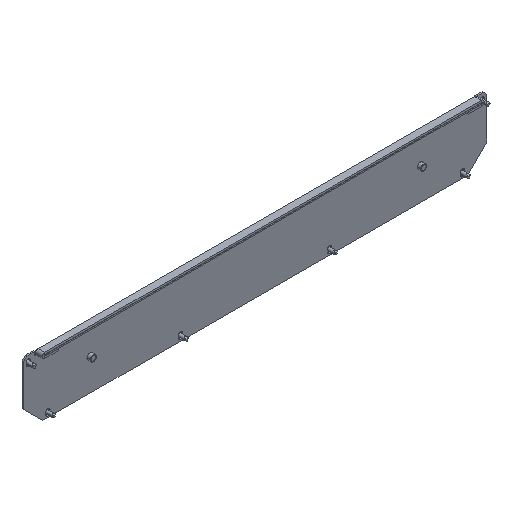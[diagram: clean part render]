
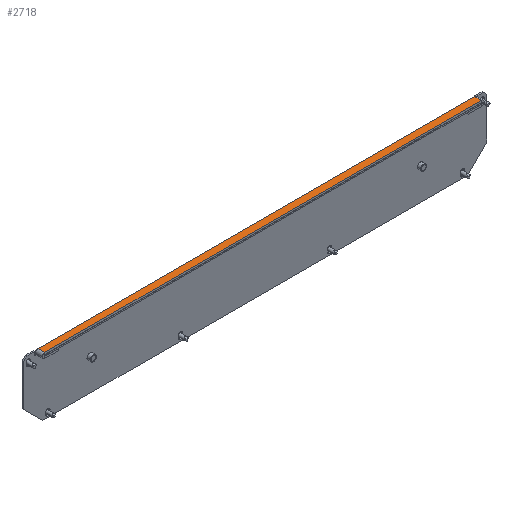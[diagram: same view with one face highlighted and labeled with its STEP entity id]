
A CAD part, isometric view. The second image highlights one B-rep face of the part: STEP entity #2718.
In plain terms, the highlighted face is planar.
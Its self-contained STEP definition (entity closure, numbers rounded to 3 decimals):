
#10 = ORIENTED_EDGE ( 'NONE', *, *, #397, .T. ) ;
#287 = CARTESIAN_POINT ( 'NONE',  ( -5., -3., 329. ) ) ;
#324 = EDGE_CURVE ( 'NONE', #1187, #4621, #2879, .T. ) ;
#372 = CARTESIAN_POINT ( 'NONE',  ( -5., -3., -329. ) ) ;
#397 = EDGE_CURVE ( 'NONE', #3248, #4621, #4339, .T. ) ;
#555 = FACE_OUTER_BOUND ( 'NONE', #2103, .T. ) ;
#623 = CARTESIAN_POINT ( 'NONE',  ( -5., -3., -329. ) ) ;
#799 = CARTESIAN_POINT ( 'NONE',  ( 5., -3., 329. ) ) ;
#841 = EDGE_CURVE ( 'NONE', #3323, #3248, #935, .T. ) ;
#935 = LINE ( 'NONE', #4893, #5208 ) ;
#1063 = AXIS2_PLACEMENT_3D ( 'NONE', #623, #2314, #5154 ) ;
#1137 = LINE ( 'NONE', #3251, #2907 ) ;
#1187 = VERTEX_POINT ( 'NONE', #287 ) ;
#2072 = VECTOR ( 'NONE', #4226, 1000. ) ;
#2103 = EDGE_LOOP ( 'NONE', ( #2945, #4785, #3866, #10 ) ) ;
#2170 = DIRECTION ( 'NONE',  ( 1., 0., 0. ) ) ;
#2314 = DIRECTION ( 'NONE',  ( 0., -1., 0. ) ) ;
#2466 = DIRECTION ( 'NONE',  ( 1., 0., 0. ) ) ;
#2718 = ADVANCED_FACE ( 'NONE', ( #555 ), #3045, .T. ) ;
#2875 = EDGE_CURVE ( 'NONE', #3323, #1187, #1137, .T. ) ;
#2879 = LINE ( 'NONE', #4643, #3837 ) ;
#2907 = VECTOR ( 'NONE', #4499, 1000. ) ;
#2945 = ORIENTED_EDGE ( 'NONE', *, *, #324, .F. ) ;
#3010 = CARTESIAN_POINT ( 'NONE',  ( 5., -3., -329. ) ) ;
#3045 = PLANE ( 'NONE',  #1063 ) ;
#3248 = VERTEX_POINT ( 'NONE', #3010 ) ;
#3251 = CARTESIAN_POINT ( 'NONE',  ( -5., -3., -329. ) ) ;
#3323 = VERTEX_POINT ( 'NONE', #372 ) ;
#3837 = VECTOR ( 'NONE', #2170, 1000. ) ;
#3866 = ORIENTED_EDGE ( 'NONE', *, *, #841, .T. ) ;
#3885 = CARTESIAN_POINT ( 'NONE',  ( 5., -3., -329. ) ) ;
#4226 = DIRECTION ( 'NONE',  ( 0., 0., 1. ) ) ;
#4339 = LINE ( 'NONE', #3885, #2072 ) ;
#4499 = DIRECTION ( 'NONE',  ( 0., 0., 1. ) ) ;
#4621 = VERTEX_POINT ( 'NONE', #799 ) ;
#4643 = CARTESIAN_POINT ( 'NONE',  ( -5., -3., 329. ) ) ;
#4785 = ORIENTED_EDGE ( 'NONE', *, *, #2875, .F. ) ;
#4893 = CARTESIAN_POINT ( 'NONE',  ( -5., -3., -329. ) ) ;
#5154 = DIRECTION ( 'NONE',  ( 1., 0., 0. ) ) ;
#5208 = VECTOR ( 'NONE', #2466, 1000. ) ;
